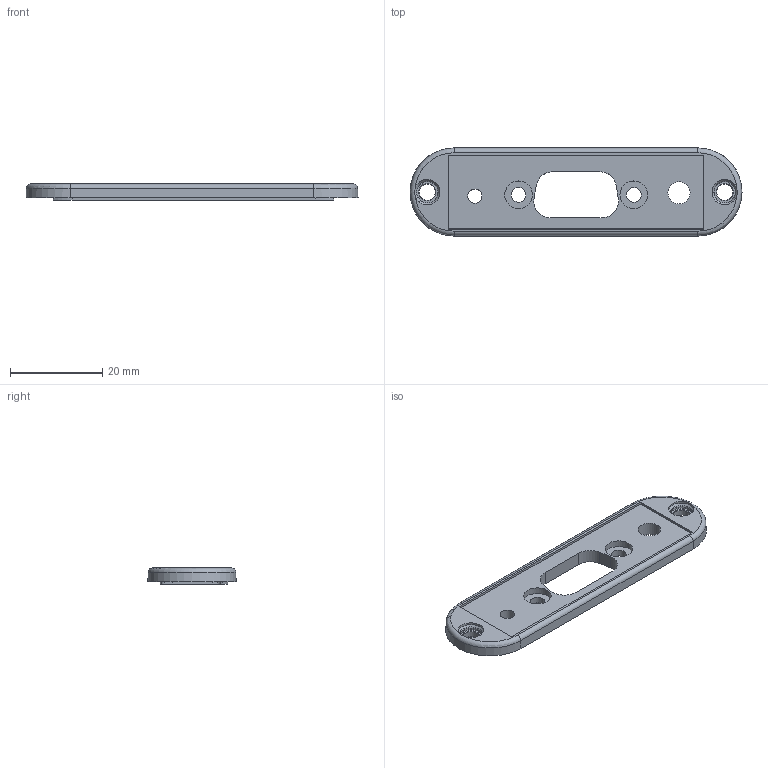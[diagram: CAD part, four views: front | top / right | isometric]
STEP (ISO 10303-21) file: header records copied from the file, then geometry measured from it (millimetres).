
FILE_DESCRIPTION(/* description */ ('','CAx-IF Rec.Pracs.---Representation and Presentation of Product Manufacturing Information (PMI)---4.0---2014-10-13'),/* implementation_level */ '2;1');
FILE_NAME(/* name */ 'front.step',/* time_stamp */ '2025-01-30T03:25:57-05:00',/* author */ (''),/* organization */ (''),/* preprocessor_version */ 'ST-DEVELOPER v20',/* originating_system */ 'Autodesk Translation Framework v13.20.0.188',/* authorisation */ '');
FILE_SCHEMA (('AP242_MANAGED_MODEL_BASED_3D_ENGINEERING_MIM_LF { 1 0 10303 442 1 1 4 }'));
Length unit declared in the file: millimetre
Products named in the file (1): HH2 Bez
Bounding box: 72.04 x 19.15 x 3.5 mm (x, y, z)
Volume: 2970 mm3; surface area: 3175 mm2
Topology: 1 solids, 1 shells, 92 faces, 232 edges, 148 vertices
Faces by surface type: plane 34, cone 26, cylinder 20, torus 12
Full cylindrical faces by diameter (mm): 3.1 x1, 3.2 x2, 3.5 x2, 4.8 x1, 5.5 x2, 6 x2
Entity records: 2909 total; most frequent: CARTESIAN_POINT 533, DIRECTION 526, ORIENTED_EDGE 464, EDGE_CURVE 232, AXIS2_PLACEMENT_3D 204, VERTEX_POINT 148, LINE 118, VECTOR 118
